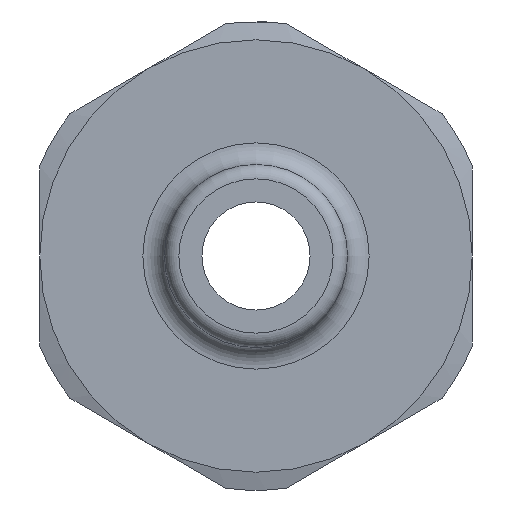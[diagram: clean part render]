
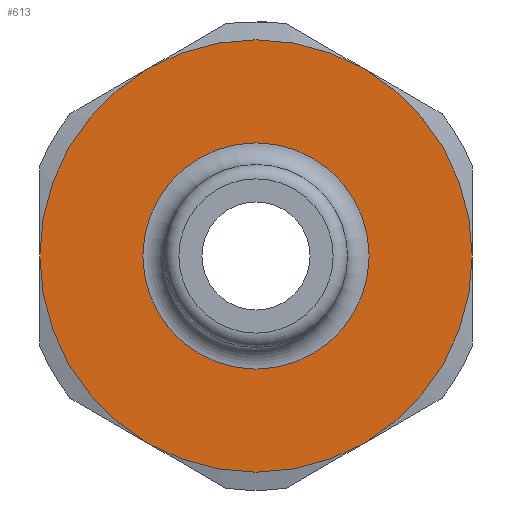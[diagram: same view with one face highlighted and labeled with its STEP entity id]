
A CAD part, left-side view. The second image highlights one B-rep face of the part: STEP entity #613.
In plain terms, the highlighted planar face has unit normal (-1, 0, 0).
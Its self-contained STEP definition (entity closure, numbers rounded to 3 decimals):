
#53=FACE_BOUND('',#111,.T.);
#57=PLANE('',#690);
#71=FACE_OUTER_BOUND('',#110,.T.);
#110=EDGE_LOOP('',(#431,#432,#433,#434,#435,#436));
#111=EDGE_LOOP('',(#437,#438));
#199=CIRCLE('',#683,1.57);
#200=CIRCLE('',#684,1.57);
#205=CIRCLE('',#691,3.);
#206=CIRCLE('',#692,3.);
#207=CIRCLE('',#693,3.);
#208=CIRCLE('',#694,3.);
#209=CIRCLE('',#695,3.);
#210=CIRCLE('',#696,3.);
#252=VERTEX_POINT('',#993);
#253=VERTEX_POINT('',#995);
#257=VERTEX_POINT('',#1008);
#258=VERTEX_POINT('',#1009);
#259=VERTEX_POINT('',#1011);
#260=VERTEX_POINT('',#1013);
#261=VERTEX_POINT('',#1015);
#262=VERTEX_POINT('',#1017);
#317=EDGE_CURVE('',#252,#253,#199,.T.);
#318=EDGE_CURVE('',#253,#252,#200,.T.);
#324=EDGE_CURVE('',#257,#258,#205,.T.);
#325=EDGE_CURVE('',#259,#257,#206,.T.);
#326=EDGE_CURVE('',#260,#259,#207,.T.);
#327=EDGE_CURVE('',#261,#260,#208,.T.);
#328=EDGE_CURVE('',#262,#261,#209,.T.);
#329=EDGE_CURVE('',#258,#262,#210,.T.);
#431=ORIENTED_EDGE('',*,*,#324,.F.);
#432=ORIENTED_EDGE('',*,*,#325,.F.);
#433=ORIENTED_EDGE('',*,*,#326,.F.);
#434=ORIENTED_EDGE('',*,*,#327,.F.);
#435=ORIENTED_EDGE('',*,*,#328,.F.);
#436=ORIENTED_EDGE('',*,*,#329,.F.);
#437=ORIENTED_EDGE('',*,*,#318,.F.);
#438=ORIENTED_EDGE('',*,*,#317,.F.);
#613=ADVANCED_FACE('',(#71,#53),#57,.T.);
#683=AXIS2_PLACEMENT_3D('',#996,#795,#796);
#684=AXIS2_PLACEMENT_3D('',#997,#797,#798);
#690=AXIS2_PLACEMENT_3D('',#1007,#810,#811);
#691=AXIS2_PLACEMENT_3D('',#1010,#812,#813);
#692=AXIS2_PLACEMENT_3D('',#1012,#814,#815);
#693=AXIS2_PLACEMENT_3D('',#1014,#816,#817);
#694=AXIS2_PLACEMENT_3D('',#1016,#818,#819);
#695=AXIS2_PLACEMENT_3D('',#1018,#820,#821);
#696=AXIS2_PLACEMENT_3D('',#1019,#822,#823);
#795=DIRECTION('center_axis',(-1.,0.,0.));
#796=DIRECTION('ref_axis',(0.,-1.,0.));
#797=DIRECTION('center_axis',(-1.,0.,0.));
#798=DIRECTION('ref_axis',(0.,-1.,0.));
#810=DIRECTION('center_axis',(-1.,0.,0.));
#811=DIRECTION('ref_axis',(0.,0.,1.));
#812=DIRECTION('center_axis',(1.,0.,0.));
#813=DIRECTION('ref_axis',(0.,1.,0.));
#814=DIRECTION('center_axis',(1.,0.,0.));
#815=DIRECTION('ref_axis',(0.,1.,0.));
#816=DIRECTION('center_axis',(1.,0.,0.));
#817=DIRECTION('ref_axis',(0.,1.,0.));
#818=DIRECTION('center_axis',(1.,0.,0.));
#819=DIRECTION('ref_axis',(0.,1.,0.));
#820=DIRECTION('center_axis',(1.,0.,0.));
#821=DIRECTION('ref_axis',(0.,1.,0.));
#822=DIRECTION('center_axis',(1.,0.,0.));
#823=DIRECTION('ref_axis',(0.,1.,0.));
#993=CARTESIAN_POINT('',(5.,0.,1.57));
#995=CARTESIAN_POINT('',(5.,1.57,0.));
#996=CARTESIAN_POINT('Origin',(5.,0.,0.));
#997=CARTESIAN_POINT('Origin',(5.,0.,0.));
#1007=CARTESIAN_POINT('Origin',(5.,2.135,0.));
#1008=CARTESIAN_POINT('',(5.,3.,0.));
#1009=CARTESIAN_POINT('',(5.,1.5,2.598));
#1010=CARTESIAN_POINT('Origin',(5.,0.,0.));
#1011=CARTESIAN_POINT('',(5.,1.5,-2.598));
#1012=CARTESIAN_POINT('Origin',(5.,0.,0.));
#1013=CARTESIAN_POINT('',(5.,-1.5,-2.598));
#1014=CARTESIAN_POINT('Origin',(5.,0.,0.));
#1015=CARTESIAN_POINT('',(5.,-3.,0.));
#1016=CARTESIAN_POINT('Origin',(5.,0.,0.));
#1017=CARTESIAN_POINT('',(5.,-1.5,2.598));
#1018=CARTESIAN_POINT('Origin',(5.,0.,0.));
#1019=CARTESIAN_POINT('Origin',(5.,0.,0.));
